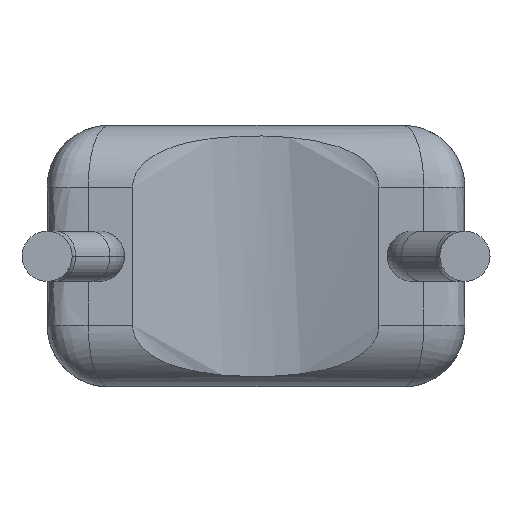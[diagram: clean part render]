
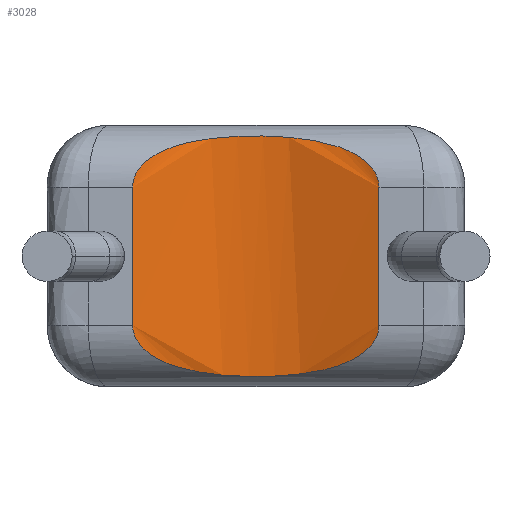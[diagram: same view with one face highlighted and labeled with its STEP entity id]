
A CAD part, front view. The second image highlights one B-rep face of the part: STEP entity #3028.
In plain terms, the highlighted free-form (B-spline) face has degree [2, 1] with [3, 2] control points.
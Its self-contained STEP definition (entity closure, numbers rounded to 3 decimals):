
#30 = CARTESIAN_POINT ( 'NONE',  ( 1.04, 0., 3.08 ) ) ;
#79 = CARTESIAN_POINT ( 'NONE',  ( 1.04, 0., 10. ) ) ;
#149 = B_SPLINE_SURFACE_WITH_KNOTS ( 'NONE', 2, 1, ( 
 ( #4288, #1126 ),
 ( #1165, #648 ),
 ( #30, #1608 ) ),
 .UNSPECIFIED., .F., .F., .F.,
 ( 3, 3 ),
 ( 2, 2 ),
 ( 0., 1. ),
 ( 0., 1. ),
 .UNSPECIFIED. ) ;
#165 = EDGE_CURVE ( 'NONE', #3132, #1870, #1151, .T. ) ;
#276 = CARTESIAN_POINT ( 'NONE',  ( 2.686, 0.332, 3.053 ) ) ;
#500 = CARTESIAN_POINT ( 'NONE',  ( 2.241, 0.322, 0.134 ) ) ;
#521 = CARTESIAN_POINT ( 'NONE',  ( 4.035, 0., 0.75 ) ) ;
#636 = CARTESIAN_POINT ( 'NONE',  ( 1.946, 0.283, 0.162 ) ) ;
#648 = CARTESIAN_POINT ( 'NONE',  ( 2.538, 0.664, 0.1 ) ) ;
#692 = CARTESIAN_POINT ( 'NONE',  ( 4.035, 0., 0.75 ) ) ;
#798 = CARTESIAN_POINT ( 'NONE',  ( 1.206, 0.07, 2.749 ) ) ;
#823 = CARTESIAN_POINT ( 'NONE',  ( 4.035, 0., 2.43 ) ) ;
#848 = CARTESIAN_POINT ( 'NONE',  ( 1.8, 0.254, 2.995 ) ) ;
#1036 = CARTESIAN_POINT ( 'NONE',  ( 1.205, 0.069, 0.431 ) ) ;
#1061 = CARTESIAN_POINT ( 'NONE',  ( 2.686, 0.332, 0.127 ) ) ;
#1107 = DIRECTION ( 'NONE',  ( 0., 0., -1. ) ) ;
#1126 = CARTESIAN_POINT ( 'NONE',  ( 4.035, 0., 0.1 ) ) ;
#1151 = LINE ( 'NONE', #4350, #5153 ) ;
#1165 = CARTESIAN_POINT ( 'NONE',  ( 2.538, 0.664, 3.08 ) ) ;
#1222 = CARTESIAN_POINT ( 'NONE',  ( 3.924, 0.048, 0.479 ) ) ;
#1282 = CARTESIAN_POINT ( 'NONE',  ( 1.067, 0.012, 2.579 ) ) ;
#1458 = LINE ( 'NONE', #79, #2815 ) ;
#1560 = CARTESIAN_POINT ( 'NONE',  ( 4.008, 0.012, 0.601 ) ) ;
#1587 = VERTEX_POINT ( 'NONE', #6255 ) ;
#1608 = CARTESIAN_POINT ( 'NONE',  ( 1.04, 0., 0.1 ) ) ;
#1652 = EDGE_LOOP ( 'NONE', ( #4886, #1733, #5208, #4384 ) ) ;
#1708 = CARTESIAN_POINT ( 'NONE',  ( 3.87, 0.07, 0.431 ) ) ;
#1733 = ORIENTED_EDGE ( 'NONE', *, *, #5042, .F. ) ;
#1837 = CARTESIAN_POINT ( 'NONE',  ( 1.151, 0.048, 2.701 ) ) ;
#1859 = CARTESIAN_POINT ( 'NONE',  ( 3.925, 0.047, 2.7 ) ) ;
#1870 = VERTEX_POINT ( 'NONE', #692 ) ;
#2122 = DIRECTION ( 'NONE',  ( 0., 0., -1. ) ) ;
#2125 = CARTESIAN_POINT ( 'NONE',  ( 1.15, 0.047, 0.48 ) ) ;
#2293 = CARTESIAN_POINT ( 'NONE',  ( 3.555, 0.182, 0.258 ) ) ;
#2352 = CARTESIAN_POINT ( 'NONE',  ( 1.383, 0.137, 2.872 ) ) ;
#2385 = CARTESIAN_POINT ( 'NONE',  ( 3.556, 0.181, 2.922 ) ) ;
#2767 = CARTESIAN_POINT ( 'NONE',  ( 1.04, 0., 0.674 ) ) ;
#2815 = VECTOR ( 'NONE', #1107, 1000. ) ;
#2835 = CARTESIAN_POINT ( 'NONE',  ( 3.13, 0.283, 0.162 ) ) ;
#2880 = CARTESIAN_POINT ( 'NONE',  ( 3.275, 0.254, 2.995 ) ) ;
#2911 = CARTESIAN_POINT ( 'NONE',  ( 3.129, 0.283, 3.018 ) ) ;
#3028 = ADVANCED_FACE ( 'NONE', ( #5631 ), #149, .T. ) ;
#3115 = B_SPLINE_CURVE_WITH_KNOTS ( 'NONE', 3,
 ( #5563, #4005, #1282, #1837, #798, #2352, #4537, #848, #5033, #3502, #6049, #276, #5051, #2911, #2880, #2385, #5007, #4030, #1859, #6580, #6555, #823 ),
 .UNSPECIFIED., .F., .F.,
 ( 4, 2, 2, 2, 2, 2, 2, 2, 2, 2, 4 ),
 ( 0., 0., 0., 0.001, 0.001, 0.002, 0.002, 0.003, 0.003, 0.003, 0.004 ),
 .UNSPECIFIED. ) ;
#3132 = VERTEX_POINT ( 'NONE', #4448 ) ;
#3185 = CARTESIAN_POINT ( 'NONE',  ( 2.834, 0.322, 0.134 ) ) ;
#3502 = CARTESIAN_POINT ( 'NONE',  ( 2.241, 0.322, 3.046 ) ) ;
#3511 = EDGE_CURVE ( 'NONE', #1870, #1587, #5147, .T. ) ;
#3713 = CARTESIAN_POINT ( 'NONE',  ( 2.389, 0.332, 0.127 ) ) ;
#4005 = CARTESIAN_POINT ( 'NONE',  ( 1.04, 0., 2.506 ) ) ;
#4030 = CARTESIAN_POINT ( 'NONE',  ( 3.87, 0.069, 2.749 ) ) ;
#4244 = CARTESIAN_POINT ( 'NONE',  ( 1.8, 0.254, 0.185 ) ) ;
#4270 = CARTESIAN_POINT ( 'NONE',  ( 4.035, 0., 0.674 ) ) ;
#4288 = CARTESIAN_POINT ( 'NONE',  ( 4.035, 0., 3.08 ) ) ;
#4350 = CARTESIAN_POINT ( 'NONE',  ( 4.035, 0., 10. ) ) ;
#4357 = CARTESIAN_POINT ( 'NONE',  ( 1.04, 0., 2.43 ) ) ;
#4384 = ORIENTED_EDGE ( 'NONE', *, *, #3511, .F. ) ;
#4429 = CARTESIAN_POINT ( 'NONE',  ( 3.692, 0.137, 0.308 ) ) ;
#4448 = CARTESIAN_POINT ( 'NONE',  ( 4.035, 0., 2.43 ) ) ;
#4537 = CARTESIAN_POINT ( 'NONE',  ( 1.52, 0.182, 2.922 ) ) ;
#4648 = EDGE_CURVE ( 'NONE', #5380, #1587, #1458, .T. ) ;
#4795 = CARTESIAN_POINT ( 'NONE',  ( 1.519, 0.181, 0.258 ) ) ;
#4886 = ORIENTED_EDGE ( 'NONE', *, *, #165, .F. ) ;
#5007 = CARTESIAN_POINT ( 'NONE',  ( 3.693, 0.137, 2.871 ) ) ;
#5033 = CARTESIAN_POINT ( 'NONE',  ( 1.945, 0.283, 3.017 ) ) ;
#5042 = EDGE_CURVE ( 'NONE', #5380, #3132, #3115, .T. ) ;
#5051 = CARTESIAN_POINT ( 'NONE',  ( 2.834, 0.322, 3.046 ) ) ;
#5147 = B_SPLINE_CURVE_WITH_KNOTS ( 'NONE', 3,
 ( #521, #4270, #1560, #1222, #1708, #4429, #2293, #6009, #2835, #3185, #1061, #3713, #500, #636, #4244, #4795, #5325, #1036, #2125, #5301, #2767, #6457 ),
 .UNSPECIFIED., .F., .F.,
 ( 4, 2, 2, 2, 2, 2, 2, 2, 2, 2, 4 ),
 ( 0., 0., 0., 0.001, 0.001, 0.002, 0.002, 0.003, 0.003, 0.003, 0.004 ),
 .UNSPECIFIED. ) ;
#5153 = VECTOR ( 'NONE', #2122, 1000. ) ;
#5208 = ORIENTED_EDGE ( 'NONE', *, *, #4648, .T. ) ;
#5301 = CARTESIAN_POINT ( 'NONE',  ( 1.068, 0.012, 0.601 ) ) ;
#5325 = CARTESIAN_POINT ( 'NONE',  ( 1.383, 0.137, 0.309 ) ) ;
#5380 = VERTEX_POINT ( 'NONE', #4357 ) ;
#5563 = CARTESIAN_POINT ( 'NONE',  ( 1.04, 0., 2.43 ) ) ;
#5631 = FACE_OUTER_BOUND ( 'NONE', #1652, .T. ) ;
#6009 = CARTESIAN_POINT ( 'NONE',  ( 3.275, 0.254, 0.185 ) ) ;
#6049 = CARTESIAN_POINT ( 'NONE',  ( 2.39, 0.332, 3.053 ) ) ;
#6255 = CARTESIAN_POINT ( 'NONE',  ( 1.04, 0., 0.75 ) ) ;
#6457 = CARTESIAN_POINT ( 'NONE',  ( 1.04, 0., 0.75 ) ) ;
#6555 = CARTESIAN_POINT ( 'NONE',  ( 4.035, 0., 2.506 ) ) ;
#6580 = CARTESIAN_POINT ( 'NONE',  ( 4.007, 0.012, 2.579 ) ) ;
